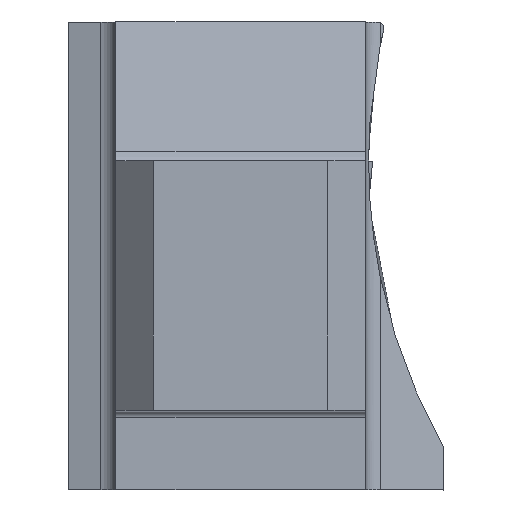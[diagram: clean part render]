
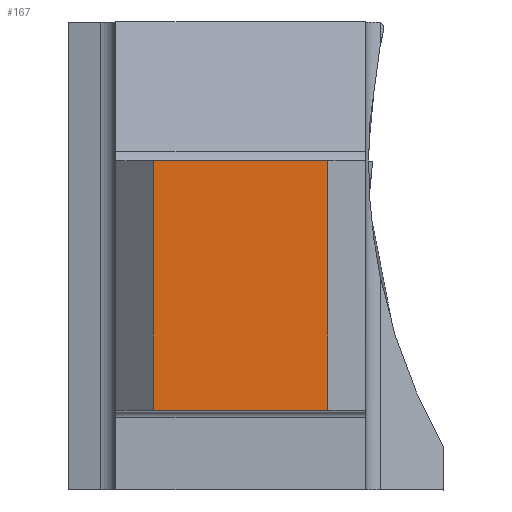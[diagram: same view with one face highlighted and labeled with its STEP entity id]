
A CAD part, top view. The second image highlights one B-rep face of the part: STEP entity #167.
In plain terms, the highlighted planar face has unit normal (0, 0, 1).
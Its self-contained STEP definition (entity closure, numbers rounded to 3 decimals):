
#167=ADVANCED_FACE('CU_BACK_SU1',(#283),#229,.F.);
#229=PLANE('',#1487);
#283=FACE_OUTER_BOUND('',#350,.T.);
#350=EDGE_LOOP('',(#547,#548,#549,#550));
#547=ORIENTED_EDGE('',*,*,#1012,.F.);
#548=ORIENTED_EDGE('',*,*,#1013,.T.);
#549=ORIENTED_EDGE('',*,*,#1014,.T.);
#550=ORIENTED_EDGE('',*,*,#1010,.F.);
#864=VERTEX_POINT('',#2151);
#865=VERTEX_POINT('',#2153);
#866=VERTEX_POINT('',#2157);
#867=VERTEX_POINT('',#2159);
#1010=EDGE_CURVE('',#864,#865,#1171,.T.);
#1012=EDGE_CURVE('',#866,#864,#1173,.T.);
#1013=EDGE_CURVE('',#866,#867,#1174,.T.);
#1014=EDGE_CURVE('',#867,#865,#1175,.T.);
#1171=LINE('',#2152,#1304);
#1173=LINE('',#2156,#1306);
#1174=LINE('',#2158,#1307);
#1175=LINE('',#2160,#1308);
#1304=VECTOR('',#1695,1.);
#1306=VECTOR('',#1699,1.);
#1307=VECTOR('',#1700,1.);
#1308=VECTOR('',#1701,1.);
#1487=AXIS2_PLACEMENT_3D('',#2161,#1702,#1703);
#1695=DIRECTION('',(1.,0.,0.));
#1699=DIRECTION('',(0.,1.,0.));
#1700=DIRECTION('',(1.,0.,0.));
#1701=DIRECTION('',(0.,1.,0.));
#1702=DIRECTION('',(0.,0.,-1.));
#1703=DIRECTION('',(-1.,0.,0.));
#2151=CARTESIAN_POINT('',(3.,19.925,0.));
#2152=CARTESIAN_POINT('',(-110.,19.925,0.));
#2153=CARTESIAN_POINT('',(16.925,19.925,0.));
#2156=CARTESIAN_POINT('',(3.,0.,0.));
#2157=CARTESIAN_POINT('',(3.,0.,0.));
#2158=CARTESIAN_POINT('',(-110.,0.,0.));
#2159=CARTESIAN_POINT('',(16.925,0.,0.));
#2160=CARTESIAN_POINT('',(16.925,0.,0.));
#2161=CARTESIAN_POINT('',(43.554,39.925,0.));
